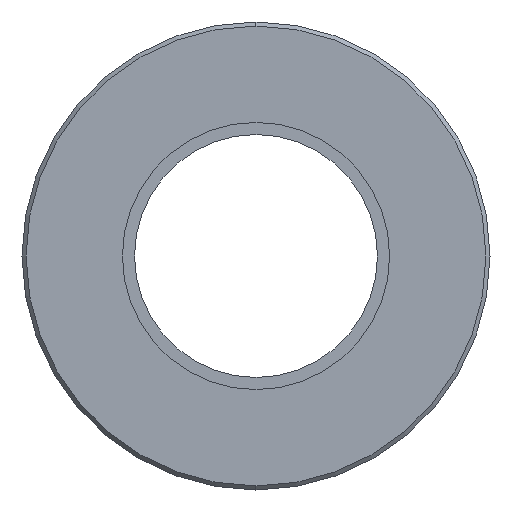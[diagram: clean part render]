
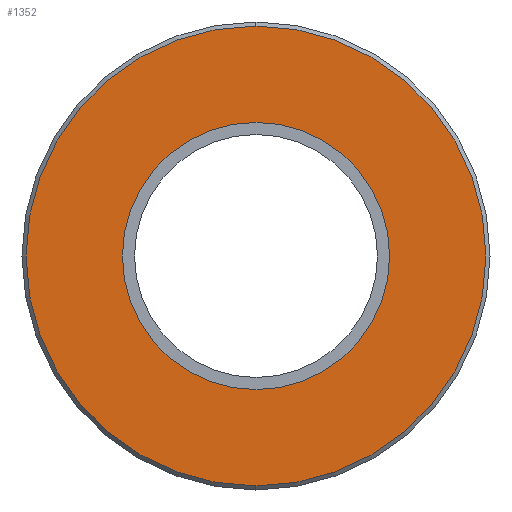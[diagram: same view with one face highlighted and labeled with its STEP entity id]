
A CAD part, left-side view. The second image highlights one B-rep face of the part: STEP entity #1352.
In plain terms, the highlighted planar face has unit normal (-1, 0, 0).
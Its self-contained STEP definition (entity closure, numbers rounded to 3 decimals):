
#241 = CARTESIAN_POINT ( 'NONE',  ( -13., 0., 28.4 ) ) ;
#300 = PLANE ( 'NONE',  #5248 ) ;
#835 = DIRECTION ( 'NONE',  ( 0., 0., 1. ) ) ;
#1352 = ADVANCED_FACE ( 'NONE', ( #5772, #11240 ), #300, .T. ) ;
#1425 = DIRECTION ( 'NONE',  ( 0., 0., 1. ) ) ;
#1487 = EDGE_LOOP ( 'NONE', ( #8634, #8129 ) ) ;
#1527 = AXIS2_PLACEMENT_3D ( 'NONE', #11094, #3512, #835 ) ;
#1679 = EDGE_CURVE ( 'NONE', #9731, #10917, #6004, .T. ) ;
#3512 = DIRECTION ( 'NONE',  ( -1., 0., 0. ) ) ;
#3649 = EDGE_CURVE ( 'NONE', #5547, #8994, #11599, .T. ) ;
#3869 = AXIS2_PLACEMENT_3D ( 'NONE', #8128, #9456, #3943 ) ;
#3943 = DIRECTION ( 'NONE',  ( 0., 0., 1. ) ) ;
#4184 = AXIS2_PLACEMENT_3D ( 'NONE', #10383, #5321, #7310 ) ;
#5248 = AXIS2_PLACEMENT_3D ( 'NONE', #8677, #11417, #7770 ) ;
#5321 = DIRECTION ( 'NONE',  ( -1., 0., 0. ) ) ;
#5547 = VERTEX_POINT ( 'NONE', #241 ) ;
#5772 = FACE_OUTER_BOUND ( 'NONE', #7178, .T. ) ;
#5789 = AXIS2_PLACEMENT_3D ( 'NONE', #9802, #7981, #1425 ) ;
#6004 = CIRCLE ( 'NONE', #3869, 16.5 ) ;
#6519 = CARTESIAN_POINT ( 'NONE',  ( -13., 0., 16.5 ) ) ;
#6753 = EDGE_CURVE ( 'NONE', #10917, #9731, #10631, .T. ) ;
#7178 = EDGE_LOOP ( 'NONE', ( #10655, #9312 ) ) ;
#7226 = EDGE_CURVE ( 'NONE', #8994, #5547, #9224, .T. ) ;
#7310 = DIRECTION ( 'NONE',  ( 0., 0., 1. ) ) ;
#7441 = CARTESIAN_POINT ( 'NONE',  ( -13., 0., -16.5 ) ) ;
#7601 = CARTESIAN_POINT ( 'NONE',  ( -13., 0., -28.4 ) ) ;
#7770 = DIRECTION ( 'NONE',  ( 0., 0., 1. ) ) ;
#7981 = DIRECTION ( 'NONE',  ( -1., 0., 0. ) ) ;
#8128 = CARTESIAN_POINT ( 'NONE',  ( -13., 0., 0. ) ) ;
#8129 = ORIENTED_EDGE ( 'NONE', *, *, #1679, .F. ) ;
#8634 = ORIENTED_EDGE ( 'NONE', *, *, #6753, .F. ) ;
#8677 = CARTESIAN_POINT ( 'NONE',  ( -13., 0., 0. ) ) ;
#8994 = VERTEX_POINT ( 'NONE', #7601 ) ;
#9224 = CIRCLE ( 'NONE', #4184, 28.4 ) ;
#9312 = ORIENTED_EDGE ( 'NONE', *, *, #3649, .T. ) ;
#9456 = DIRECTION ( 'NONE',  ( -1., 0., 0. ) ) ;
#9731 = VERTEX_POINT ( 'NONE', #7441 ) ;
#9802 = CARTESIAN_POINT ( 'NONE',  ( -13., 0., 0. ) ) ;
#10383 = CARTESIAN_POINT ( 'NONE',  ( -13., 0., 0. ) ) ;
#10631 = CIRCLE ( 'NONE', #1527, 16.5 ) ;
#10655 = ORIENTED_EDGE ( 'NONE', *, *, #7226, .T. ) ;
#10917 = VERTEX_POINT ( 'NONE', #6519 ) ;
#11094 = CARTESIAN_POINT ( 'NONE',  ( -13., 0., 0. ) ) ;
#11240 = FACE_BOUND ( 'NONE', #1487, .T. ) ;
#11417 = DIRECTION ( 'NONE',  ( -1., 0., 0. ) ) ;
#11599 = CIRCLE ( 'NONE', #5789, 28.4 ) ;
